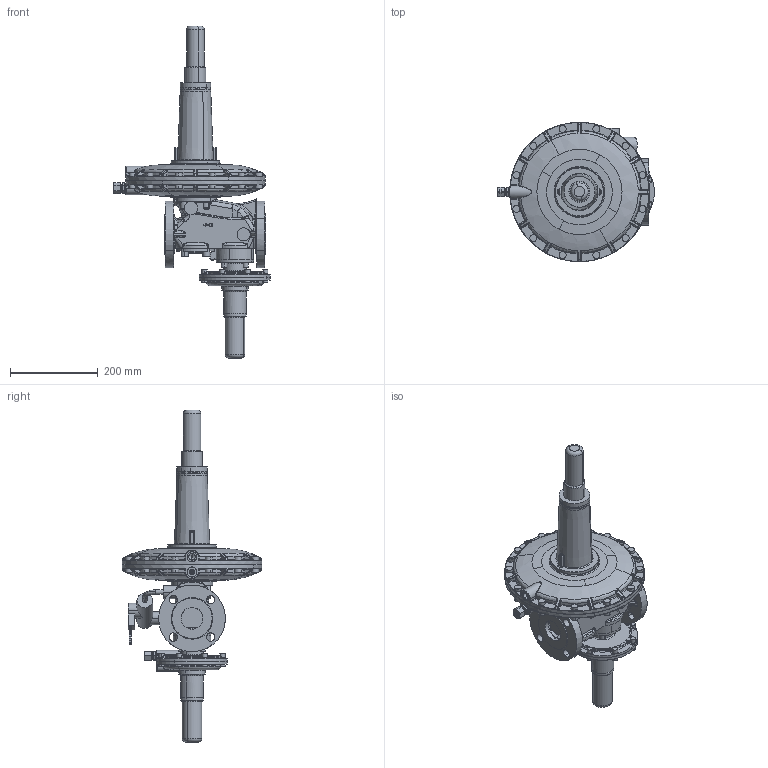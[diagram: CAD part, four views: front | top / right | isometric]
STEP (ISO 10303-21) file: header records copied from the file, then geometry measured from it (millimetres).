
FILE_DESCRIPTION(('CATIA V5 STEP Exchange'),'2;1');
FILE_NAME('RS250 DN050 330 HDS ANSI.stp','2023-05-02T06:34:09+00:00',('none'),('none'),'CATIA Version 5-6 Release 2018 SP2','CATIA V5 STEP AP203','none');
FILE_SCHEMA(('CONFIG_CONTROL_DESIGN'));
Products named in the file (3): Product4; Product1; 1
Assembly tree (6 placements, depth 4):
  Product4
    #57
    Product1
      1
        #105224
        #106172
    #106844
Bounding box: 357.8 x 318 x 757.38 mm (x, y, z)
Volume: 8877155.5 mm3; surface area: 633507.1 mm2
Topology: 5 solids, 27 shells, 2529 faces, 6232 edges, 3494 vertices
Faces by surface type: cylinder 808, bspline 574, torus 437, plane 398, sphere 195, cone 99, revolution 12, extrusion 6
Entity records: 110732 total; most frequent: CARTESIAN_POINT 63191, ORIENTED_EDGE 11822, DIRECTION 5928, EDGE_CURVE 5911, AXIS2_PLACEMENT_3D 3546, VERTEX_POINT 3494, EDGE_LOOP 2619, ADVANCED_FACE 2529
